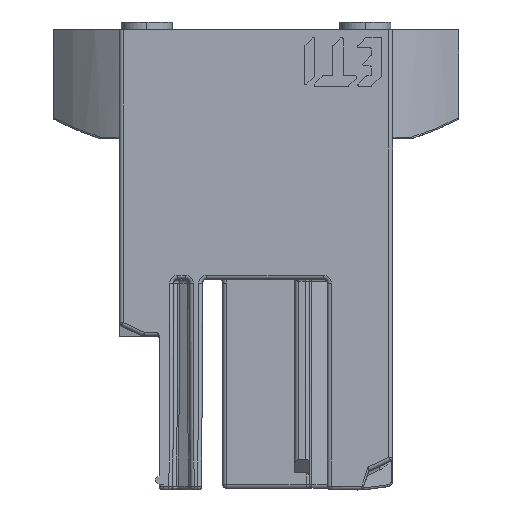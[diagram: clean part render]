
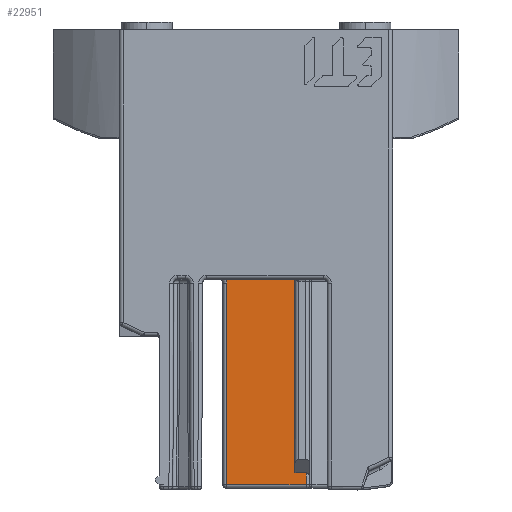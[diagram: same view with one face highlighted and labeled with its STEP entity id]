
A CAD part, front view. The second image highlights one B-rep face of the part: STEP entity #22951.
In plain terms, the highlighted planar face has unit normal (0, -1, 0).
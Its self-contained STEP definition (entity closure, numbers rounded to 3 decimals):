
#830=DIRECTION('',(1.,0.,0.));
#831=VECTOR('',#830,0.697);
#832=CARTESIAN_POINT('',(-0.372,2.,101.792));
#833=LINE('',#832,#831);
#4604=DIRECTION('',(0.,0.,1.));
#4605=VECTOR('',#4604,25.8);
#4606=CARTESIAN_POINT('',(-3.75,2.,43.492));
#4607=LINE('',#4606,#4605);
#4618=CARTESIAN_POINT('',(-4.75,2.,69.292));
#4619=DIRECTION('',(0.,1.,0.));
#4620=DIRECTION('',(0.,0.,1.));
#4621=AXIS2_PLACEMENT_3D('',#4618,#4619,#4620);
#4626=DIRECTION('',(-0.73,0.,-0.684));
#4627=VECTOR('',#4626,0.839);
#4628=CARTESIAN_POINT('',(-5.,2.,70.866));
#4629=LINE('',#4628,#4627);
#4633=DIRECTION('',(1.,0.,0.));
#4634=VECTOR('',#4633,0.615);
#4635=CARTESIAN_POINT('',(-5.615,2.,77.692));
#4636=LINE('',#4635,#4634);
#4640=DIRECTION('',(-0.548,0.,-0.837));
#4641=VECTOR('',#4640,0.099);
#4642=CARTESIAN_POINT('',(-5.561,2.,77.775));
#4643=LINE('',#4642,#4641);
#4647=DIRECTION('',(-0.009,0.,-1.));
#4648=VECTOR('',#4647,14.017);
#4649=CARTESIAN_POINT('',(-5.439,2.,91.792));
#4650=LINE('',#4649,#4648);
#4654=DIRECTION('',(-1.,0.,0.));
#4655=VECTOR('',#4654,5.066);
#4656=CARTESIAN_POINT('',(-0.372,2.,
91.792));
#4657=LINE('',#4656,#4655);
#4661=DIRECTION('',(-1.,0.,0.));
#4662=VECTOR('',#4661,4.675);
#4663=CARTESIAN_POINT('',(5.,2.,91.792));
#4664=LINE('',#4663,#4662);
#4668=DIRECTION('',(-1.,0.,0.));
#4669=VECTOR('',#4668,1.414);
#4670=CARTESIAN_POINT('',(6.414,2.,44.992));
#4671=LINE('',#4670,#4669);
#4675=DIRECTION('',(-1.,0.,0.));
#4676=VECTOR('',#4675,10.169);
#4677=CARTESIAN_POINT('',(6.419,2.,43.492));
#4678=LINE('',#4677,#4676);
#4755=DIRECTION('',(0.003,0.,-1.));
#4756=VECTOR('',#4755,1.5);
#4757=CARTESIAN_POINT('',(6.414,2.,44.992));
#4758=LINE('',#4757,#4756);
#5105=DIRECTION('',(0.,0.,-1.));
#5106=VECTOR('',#5105,46.8);
#5107=CARTESIAN_POINT('',(5.,2.,91.792));
#5108=LINE('',#5107,#5106);
#5133=DIRECTION('',(0.,0.,-1.));
#5134=VECTOR('',#5133,10.);
#5135=CARTESIAN_POINT('',(0.325,2.,101.792));
#5136=LINE('',#5135,#5134);
#5253=DIRECTION('',(0.,0.,1.));
#5254=VECTOR('',#5253,6.826);
#5255=CARTESIAN_POINT('',(-5.,2.,70.866));
#5256=LINE('',#5255,#5254);
#5301=DIRECTION('',(-1.,0.,0.));
#5302=VECTOR('',#5301,0.862);
#5303=CARTESIAN_POINT('',(-4.75,2.,70.292));
#5304=LINE('',#5303,#5302);
#7812=DIRECTION('',(0.,0.,1.));
#7813=VECTOR('',#7812,10.);
#7814=CARTESIAN_POINT('',(-0.372,2.,
91.792));
#7815=LINE('',#7814,#7813);
#17008=CARTESIAN_POINT('',(-0.372,2.,
101.792));
#17009=VERTEX_POINT('',#17008);
#17122=CARTESIAN_POINT('',(0.325,2.,
101.792));
#17123=VERTEX_POINT('',#17122);
#17256=CARTESIAN_POINT('',(-0.372,2.,
91.792));
#17257=VERTEX_POINT('',#17256);
#17391=CARTESIAN_POINT('',(0.325,2.,
91.792));
#17392=VERTEX_POINT('',#17391);
#17548=CARTESIAN_POINT('',(-5.439,2.,
91.792));
#17549=VERTEX_POINT('',#17548);
#17550=CARTESIAN_POINT('',(5.,2.,91.792));
#17551=VERTEX_POINT('',#17550);
#17552=CARTESIAN_POINT('',(6.419,2.,43.492));
#17553=CARTESIAN_POINT('',(-3.75,2.,
43.492));
#17554=VERTEX_POINT('',#17552);
#17555=VERTEX_POINT('',#17553);
#17644=CARTESIAN_POINT('',(-5.615,2.,
77.692));
#17645=VERTEX_POINT('',#17644);
#17697=CARTESIAN_POINT('',(-5.561,2.,
77.775));
#17698=VERTEX_POINT('',#17697);
#17699=CARTESIAN_POINT('',(5.,2.,44.992));
#17700=VERTEX_POINT('',#17699);
#17701=CARTESIAN_POINT('',(6.414,2.,44.992));
#17702=VERTEX_POINT('',#17701);
#17703=CARTESIAN_POINT('',(-3.75,2.,
69.292));
#17704=VERTEX_POINT('',#17703);
#17805=CARTESIAN_POINT('',(-5.,2.,
77.692));
#17806=VERTEX_POINT('',#17805);
#17852=CARTESIAN_POINT('',(-4.75,2.,
70.292));
#17853=VERTEX_POINT('',#17852);
#17865=CARTESIAN_POINT('',(-5.,2.,
70.866));
#17866=VERTEX_POINT('',#17865);
#18011=CARTESIAN_POINT('',(-5.612,2.,
70.292));
#18012=VERTEX_POINT('',#18011);
#22912=CARTESIAN_POINT('',(3.073,2.,77.792));
#22913=DIRECTION('',(0.,1.,0.));
#22914=DIRECTION('',(1.,0.,0.));
#22915=AXIS2_PLACEMENT_3D('',#22912,#22913,#22914);
#22916=PLANE('',#22915);
#22918=ORIENTED_EDGE('',*,*,#22917,.T.);
#22919=ORIENTED_EDGE('',*,*,#22895,.T.);
#22921=ORIENTED_EDGE('',*,*,#22920,.F.);
#22923=ORIENTED_EDGE('',*,*,#22922,.T.);
#22925=ORIENTED_EDGE('',*,*,#22924,.F.);
#22927=ORIENTED_EDGE('',*,*,#22926,.T.);
#22929=ORIENTED_EDGE('',*,*,#22928,.F.);
#22931=ORIENTED_EDGE('',*,*,#22930,.F.);
#22933=ORIENTED_EDGE('',*,*,#22932,.F.);
#22935=ORIENTED_EDGE('',*,*,#22934,.F.);
#22937=ORIENTED_EDGE('',*,*,#22936,.T.);
#22938=ORIENTED_EDGE('',*,*,#18808,.T.);
#22940=ORIENTED_EDGE('',*,*,#22939,.T.);
#22942=ORIENTED_EDGE('',*,*,#22941,.F.);
#22944=ORIENTED_EDGE('',*,*,#22943,.T.);
#22946=ORIENTED_EDGE('',*,*,#22945,.F.);
#22948=ORIENTED_EDGE('',*,*,#22947,.T.);
#22949=EDGE_LOOP('',(#22918,#22919,#22921,#22923,#22925,#22927,#22929,#22931,
#22933,#22935,#22937,#22938,#22940,#22942,#22944,#22946,#22948));
#22950=FACE_OUTER_BOUND('',#22949,.F.);
#4622=CIRCLE('',#4621,1.);
#18808=EDGE_CURVE('',#17009,#17123,#833,.T.);
#22895=EDGE_CURVE('',#17555,#17704,#4607,.T.);
#22917=EDGE_CURVE('',#17554,#17555,#4678,.T.);
#22920=EDGE_CURVE('',#17853,#17704,#4622,.T.);
#22922=EDGE_CURVE('',#17853,#18012,#5304,.T.);
#22924=EDGE_CURVE('',#17866,#18012,#4629,.T.);
#22926=EDGE_CURVE('',#17866,#17806,#5256,.T.);
#22928=EDGE_CURVE('',#17645,#17806,#4636,.T.);
#22930=EDGE_CURVE('',#17698,#17645,#4643,.T.);
#22932=EDGE_CURVE('',#17549,#17698,#4650,.T.);
#22934=EDGE_CURVE('',#17257,#17549,#4657,.T.);
#22936=EDGE_CURVE('',#17257,#17009,#7815,.T.);
#22939=EDGE_CURVE('',#17123,#17392,#5136,.T.);
#22941=EDGE_CURVE('',#17551,#17392,#4664,.T.);
#22943=EDGE_CURVE('',#17551,#17700,#5108,.T.);
#22945=EDGE_CURVE('',#17702,#17700,#4671,.T.);
#22947=EDGE_CURVE('',#17702,#17554,#4758,.T.);
#22951=ADVANCED_FACE('',(#22950),#22916,.F.);
